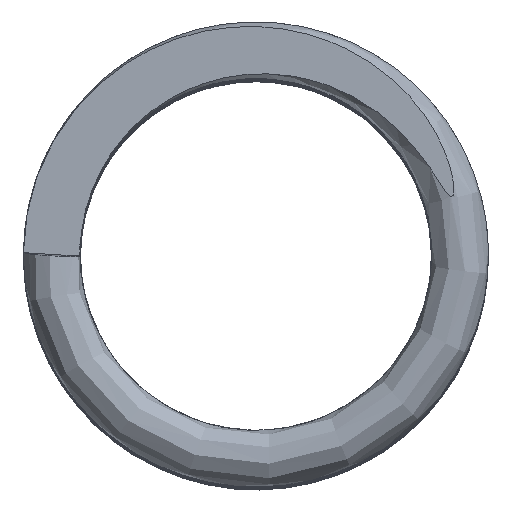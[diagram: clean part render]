
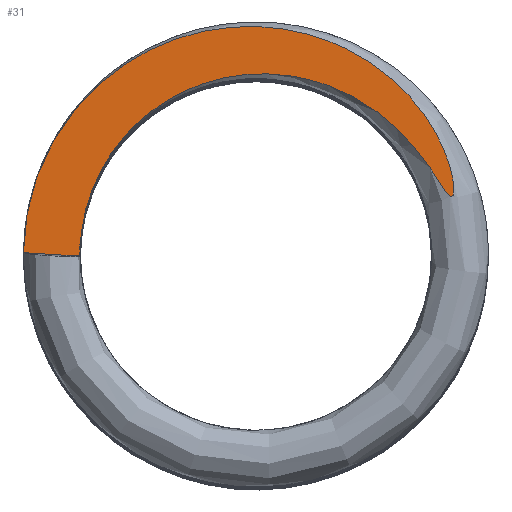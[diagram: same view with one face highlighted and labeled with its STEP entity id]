
A CAD part, top view. The second image highlights one B-rep face of the part: STEP entity #31.
In plain terms, the highlighted planar face has unit normal (0, 0, 1).
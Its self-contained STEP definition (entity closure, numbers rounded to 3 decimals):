
#31=ADVANCED_FACE('',(#61),#62,.T.);
#61=FACE_OUTER_BOUND('',#87,.T.);
#62=PLANE('',#88);
#87=EDGE_LOOP('',(#9555,#9556));
#88=AXIS2_PLACEMENT_3D('',#9557,#9558,#9559);
#9555=ORIENTED_EDGE('',*,*,#9598,.F.);
#9556=ORIENTED_EDGE('',*,*,#9599,.F.);
#9557=CARTESIAN_POINT('',(0.0,0.0,35.001));
#9558=DIRECTION('',(0.0,0.0,1.0));
#9559=DIRECTION('',(1.0,0.0,0.0));
#9598=EDGE_CURVE('',#9617,#9618,#9619,.T.);
#9599=EDGE_CURVE('',#9618,#9617,#9620,.T.);
#9617=VERTEX_POINT('',#9644);
#9618=VERTEX_POINT('',#9645);
#9619=B_SPLINE_CURVE_WITH_KNOTS('',3,(#9646,#9647,#9648,#9649,#9650,#9651,#9652,#9653,#9654,#9655,#9656,#9657,#9658,#9659,#9660,#9661,#9662,#9663,#9664,#9665,#9666,#9667,#9668,#9669,#9670,#9671,#9672,#9673,#9674,#9675,#9676,#9677,#9678,#9679,#9680,#9681,#9682,#9683,#9684,#9685,#9686,#9687,#9688,#9689,#9690,#9691,#9692,#9693,#9694,#9695,#9696,#9697),.UNSPECIFIED.,.F.,.F.,(4,2,2,2,2,2,2,2,2,2,2,2,2,2,2,2,2,2,2,2,2,2,2,2,2,4),(-4.996,-4.889,-4.783,-4.617,-4.454,-4.28,-4.075,-3.834,-3.547,-3.399,-3.358,-3.344,-3.337,-3.331,-3.326,-3.318,-3.304,-3.236,-3.16,-3.027,-2.885,-2.67,-2.383,-1.929,-1.141,-0.0),.UNSPECIFIED.);
#9620=LINE('',#9698,#9699);
#9644=CARTESIAN_POINT('',(-4.499,0.033,35.001));
#9645=CARTESIAN_POINT('',(-3.401,-0.033,35.001));
#9646=CARTESIAN_POINT('',(-4.499,0.033,35.001));
#9647=CARTESIAN_POINT('',(-4.495,0.415,35.001));
#9648=CARTESIAN_POINT('',(-4.443,0.797,35.001));
#9649=CARTESIAN_POINT('',(-4.242,1.535,35.001));
#9650=CARTESIAN_POINT('',(-4.096,1.885,35.001));
#9651=CARTESIAN_POINT('',(-3.611,2.724,35.001));
#9652=CARTESIAN_POINT('',(-3.219,3.169,35.001));
#9653=CARTESIAN_POINT('',(-2.287,3.875,35.001));
#9654=CARTESIAN_POINT('',(-1.762,4.129,35.001));
#9655=CARTESIAN_POINT('',(-0.603,4.427,35.001));
#9656=CARTESIAN_POINT('',(-0.026,4.44,35.001));
#9657=CARTESIAN_POINT('',(1.094,4.279,35.001));
#9658=CARTESIAN_POINT('',(1.616,4.071,35.001));
#9659=CARTESIAN_POINT('',(2.546,3.517,35.001));
#9660=CARTESIAN_POINT('',(2.926,3.146,35.001));
#9661=CARTESIAN_POINT('',(3.53,2.338,35.001));
#9662=CARTESIAN_POINT('',(3.698,1.916,35.001));
#9663=CARTESIAN_POINT('',(3.813,1.464,35.001));
#9664=CARTESIAN_POINT('',(3.829,1.336,35.001));
#9665=CARTESIAN_POINT('',(3.828,1.225,35.001));
#9666=CARTESIAN_POINT('',(3.826,1.191,35.001));
#9667=CARTESIAN_POINT('',(3.816,1.155,35.001));
#9668=CARTESIAN_POINT('',(3.813,1.145,35.001));
#9669=CARTESIAN_POINT('',(3.805,1.133,35.001));
#9670=CARTESIAN_POINT('',(3.802,1.129,35.001));
#9671=CARTESIAN_POINT('',(3.796,1.123,35.001));
#9672=CARTESIAN_POINT('',(3.792,1.121,35.001));
#9673=CARTESIAN_POINT('',(3.785,1.119,35.001));
#9674=CARTESIAN_POINT('',(3.782,1.118,35.001));
#9675=CARTESIAN_POINT('',(3.773,1.119,35.001));
#9676=CARTESIAN_POINT('',(3.767,1.121,35.001));
#9677=CARTESIAN_POINT('',(3.754,1.127,35.001));
#9678=CARTESIAN_POINT('',(3.745,1.133,35.001));
#9679=CARTESIAN_POINT('',(3.696,1.175,35.001));
#9680=CARTESIAN_POINT('',(3.645,1.25,35.001));
#9681=CARTESIAN_POINT('',(3.512,1.455,35.001));
#9682=CARTESIAN_POINT('',(3.427,1.591,35.001));
#9683=CARTESIAN_POINT('',(3.129,2.014,35.001));
#9684=CARTESIAN_POINT('',(2.85,2.362,35.001));
#9685=CARTESIAN_POINT('',(2.005,3.025,35.001));
#9686=CARTESIAN_POINT('',(1.589,3.207,35.001));
#9687=CARTESIAN_POINT('',(0.797,3.467,35.001));
#9688=CARTESIAN_POINT('',(0.348,3.509,35.001));
#9689=CARTESIAN_POINT('',(-0.564,3.465,35.001));
#9690=CARTESIAN_POINT('',(-1.,3.332,35.001));
#9691=CARTESIAN_POINT('',(-1.866,2.942,35.001));
#9692=CARTESIAN_POINT('',(-2.218,2.629,35.001));
#9693=CARTESIAN_POINT('',(-2.774,2.054,35.001));
#9694=CARTESIAN_POINT('',(-3.,1.662,35.001));
#9695=CARTESIAN_POINT('',(-3.345,0.82,35.001));
#9696=CARTESIAN_POINT('',(-3.403,0.347,35.001));
#9697=CARTESIAN_POINT('',(-3.401,-0.033,35.001));
#9698=CARTESIAN_POINT('',(-1.982,-0.119,35.001));
#9699=VECTOR('',#10822,1.0);
#10822=DIRECTION('',(-0.998,0.06,0.0));
